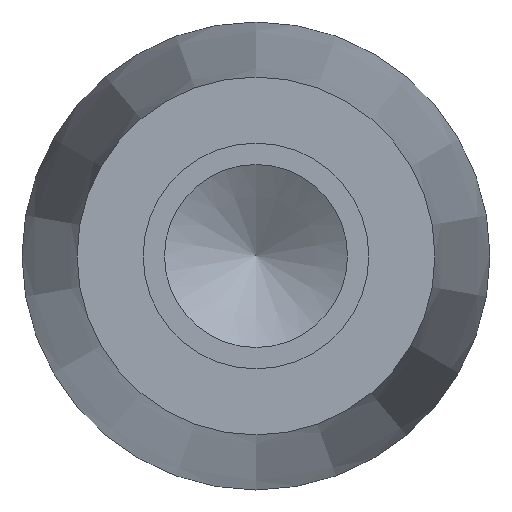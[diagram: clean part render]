
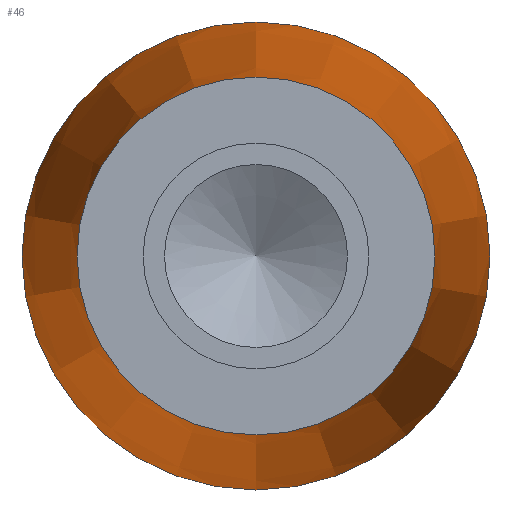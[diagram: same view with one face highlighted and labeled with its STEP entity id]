
A CAD part, front view. The second image highlights one B-rep face of the part: STEP entity #46.
In plain terms, the highlighted conical face has half-angle 4.399 degrees and reference radius 8.5 mm.
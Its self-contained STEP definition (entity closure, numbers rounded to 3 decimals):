
#46 = ADVANCED_FACE( '', ( #93, #94 ), #95, .T. );
#93 = FACE_BOUND( '', #132, .T. );
#94 = FACE_OUTER_BOUND( '', #133, .T. );
#95 = CONICAL_SURFACE( '', #134, 8.5, 0.077 );
#132 = EDGE_LOOP( '', ( #179 ) );
#133 = EDGE_LOOP( '', ( #180 ) );
#134 = AXIS2_PLACEMENT_3D( '', #181, #182, #183 );
#179 = ORIENTED_EDGE( '', *, *, #189, .F. );
#180 = ORIENTED_EDGE( '', *, *, #197, .T. );
#181 = CARTESIAN_POINT( '', ( 0., 26., 0. ) );
#182 = DIRECTION( '', ( 0., 1., 0. ) );
#183 = DIRECTION( '', ( 0., 0., 1. ) );
#189 = EDGE_CURVE( '', #207, #207, #208, .T. );
#197 = EDGE_CURVE( '', #218, #218, #219, .T. );
#207 = VERTEX_POINT( '', #229 );
#208 = CIRCLE( '', #230, 6.5 );
#218 = VERTEX_POINT( '', #240 );
#219 = CIRCLE( '', #241, 8.5 );
#229 = CARTESIAN_POINT( '', ( 0., 0., -6.5 ) );
#230 = AXIS2_PLACEMENT_3D( '', #251, #252, #253 );
#240 = CARTESIAN_POINT( '', ( 0., 26., -8.5 ) );
#241 = AXIS2_PLACEMENT_3D( '', #263, #264, #265 );
#251 = CARTESIAN_POINT( '', ( 0., 0., 0. ) );
#252 = DIRECTION( '', ( 0., -1., 0. ) );
#253 = DIRECTION( '', ( 0., 0., -1. ) );
#263 = CARTESIAN_POINT( '', ( 0., 26., 0. ) );
#264 = DIRECTION( '', ( 0., -1., 0. ) );
#265 = DIRECTION( '', ( 0., 0., -1. ) );
